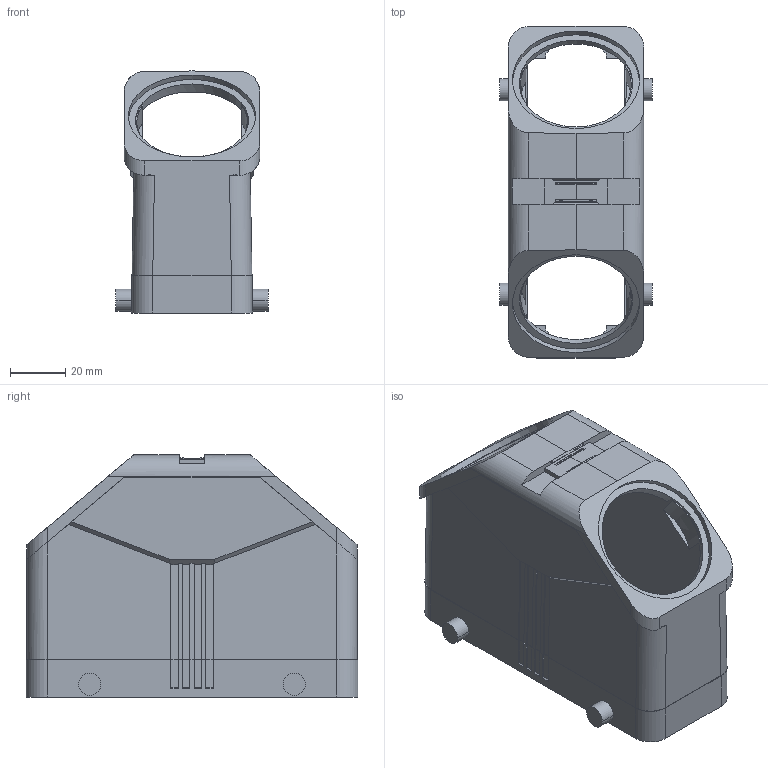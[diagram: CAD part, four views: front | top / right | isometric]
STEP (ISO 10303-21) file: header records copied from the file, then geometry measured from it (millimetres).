
FILE_DESCRIPTION(('HOOPS Exchange Step'),'2;1');
FILE_NAME('export-53186CD5-B2F4-45CA-89C8-9D8440FD13FB.stp','2022-09-27T08:36:01+02:00',('Engineering'),('Alibre'),'HOOPS Exchange 2021.0','Alibre','Unknown authorisation');
FILE_SCHEMA( ('AP242_MANAGED_MODEL_BASED_3D_ENGINEERING_MIM_LF {1 0 10303 442 1 1 4 }') );
Length unit declared in the file: millimetre
Products named in the file (2): 6058-1 Housing - HC-EVO-B24-HHFD-2B-PL-BK - 1411497; 6058 Housing - HC-EVO-B24-HHFD-2B-PL-BK - 1411497
Assembly tree (1 placements, depth 2):
  6058 Housing - HC-EVO-B24-HHFD-2B-PL-BK - 1411497
    6058-1 Housing - HC-EVO-B24-HHFD-2B-PL-BK - 1411497
Bounding box: 55 x 120 x 87.5 mm (x, y, z)
Volume: 87651 mm3; surface area: 56259 mm2
Topology: 1 solids, 1 shells, 304 faces, 876 edges, 585 vertices
Faces by surface type: plane 219, cylinder 74, cone 11
Entity records: 11465 total; most frequent: CARTESIAN_POINT 3294, ORIENTED_EDGE 1752, DIRECTION 1593, EDGE_CURVE 876, VECTOR 629, LINE 629, VERTEX_POINT 585, AXIS2_PLACEMENT_3D 482
